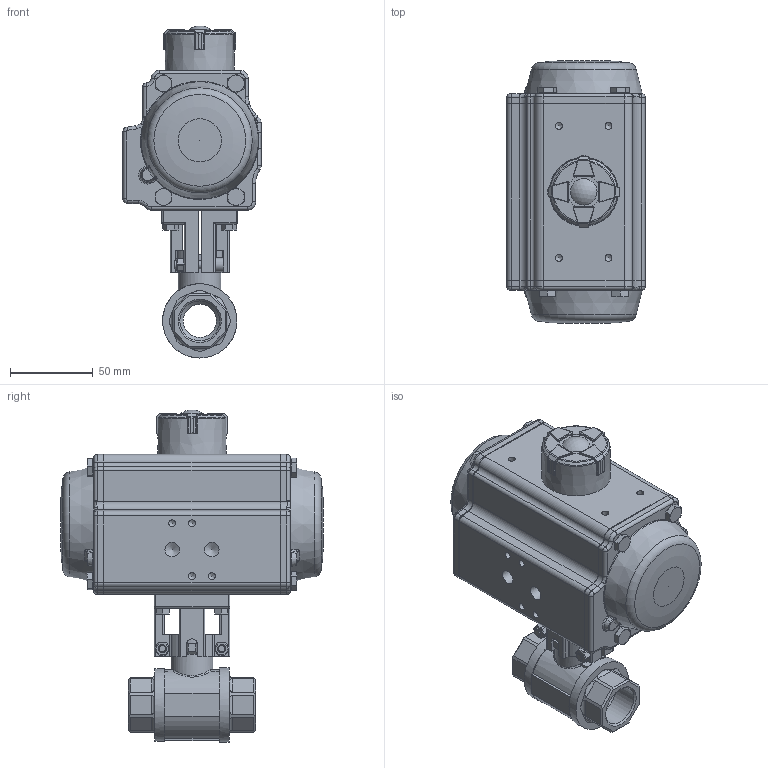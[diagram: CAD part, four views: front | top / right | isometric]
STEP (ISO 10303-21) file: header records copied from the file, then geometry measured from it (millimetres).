
FILE_DESCRIPTION(/* description */ ('Unknown'),/* implementation_level */ '2;1');
FILE_NAME(/* name */ 'FR02 0852-05',/* time_stamp */ '2022-10-20T11:51:12+02:00',/* author */ ('Unknown'),/* organization */ ('Unknown'),/* preprocessor_version */ 'ST-DEVELOPER v16.7',/* originating_system */ 'Solid Edge',/* authorisation */ 'Unknown');
FILE_SCHEMA (('AUTOMOTIVE_DESIGN {1 0 10303 214 3 1 1}'));
Length unit declared in the file: millimetre
Products named in the file (13): FR26-2.852.020; 2.852.020; Backen f. Antrieb F05, Durchmesser 26; DIN912_M5x25; DIN934_M5; DW03_FR02_(DW36_FR26); KP-63; hexagon head bolts--product grade c gb_GB_FASTENER_BOLT_HHBC M6X30-N; cup head nib bolts with large head gb_GB_FASTENER_BOLT_CHNBW M6X25-N; _____________; ________(___________; ______; DIN558 M5x14
Assembly tree (27 placements, depth 3):
  FR26-2.852.020
    2.852.020
    Backen f. Antrieb F05, Durchmesser 26  x2
    DIN912_M5x25  x2
    DIN934_M5  x2
    DW03_FR02_(DW36_FR26)
      KP-63
      hexagon head bolts--product grade c gb_GB_FASTENER_BOLT_HHBC M6X30-N  x8
      cup head nib bolts with large head gb_GB_FASTENER_BOLT_CHNBW M6X25-N
      _____________  x2
      ________(___________  x2
      ______
    DIN558 M5x14  x4
Bounding box: 83.7 x 159 x 201.1 mm (x, y, z)
Volume: 1000304.6 mm3; surface area: 119038.1 mm2
Topology: 26 solids, 27 shells, 1267 faces, 3101 edges, 1900 vertices
Faces by surface type: plane 533, cylinder 366, cone 136, bspline 123, torus 94, sphere 15
Full cylindrical faces by diameter (mm): 2.325 x2, 3 x16, 3.3 x8, 4.134 x4, 4.2 x8, 4.66 x1, 5 x23, 6 x9, 6.2 x1, 6.8 x4, 7 x4, 8.5 x2, 8.8 x2, 15.8 x1, 20 x1, 20.2 x1, 24.117 x2, 25.5 x1, 26 x1, 28 x1, 38.5 x1, 44 x1, 45 x1
Entity records: 29122 total; most frequent: CARTESIAN_POINT 7532, DIRECTION 4195, ORIENTED_EDGE 3984, EDGE_CURVE 1992, AXIS2_PLACEMENT_3D 1596, VERTEX_POINT 1312, FACE_BOUND 1076, EDGE_LOOP 1050
